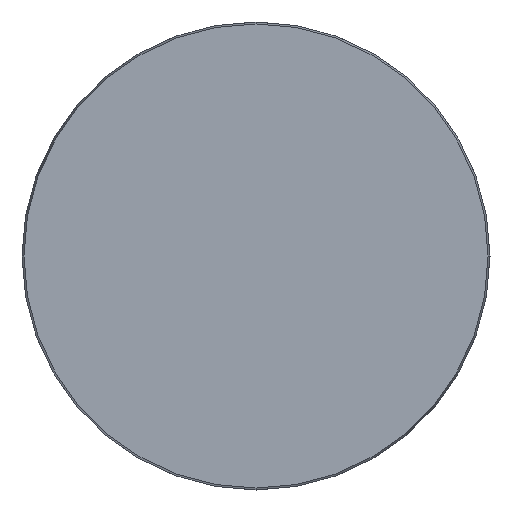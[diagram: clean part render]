
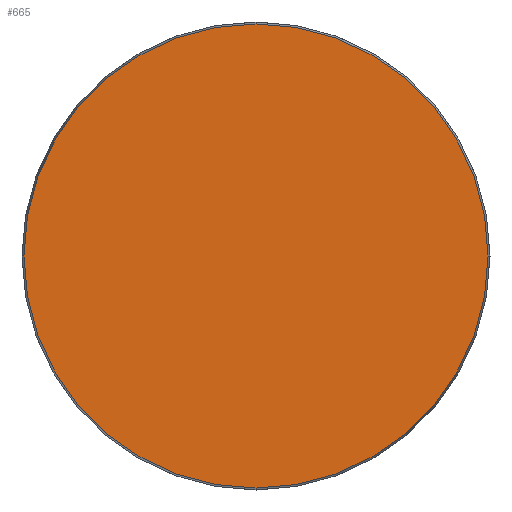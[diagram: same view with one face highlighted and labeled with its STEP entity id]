
A CAD part, front view. The second image highlights one B-rep face of the part: STEP entity #665.
In plain terms, the highlighted planar face has unit normal (0, -1, 0).
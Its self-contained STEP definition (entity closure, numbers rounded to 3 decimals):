
#62 = EDGE_CURVE ( 'NONE', #721, #721, #633, .T. ) ;
#64 = CARTESIAN_POINT ( 'NONE',  ( -68.425, 0., 0. ) ) ;
#93 = CARTESIAN_POINT ( 'NONE',  ( 0., 0., -68.425 ) ) ;
#118 = DIRECTION ( 'NONE',  ( 0., 0., -1. ) ) ;
#129 = FACE_OUTER_BOUND ( 'NONE', #717, .T. ) ;
#185 = ORIENTED_EDGE ( 'NONE', *, *, #62, .T. ) ;
#205 = AXIS2_PLACEMENT_3D ( 'NONE', #64, #365, #587 ) ;
#317 = PLANE ( 'NONE',  #205 ) ;
#320 = AXIS2_PLACEMENT_3D ( 'NONE', #641, #535, #118 ) ;
#365 = DIRECTION ( 'NONE',  ( 0., 1., 0. ) ) ;
#535 = DIRECTION ( 'NONE',  ( 0., -1., 0. ) ) ;
#587 = DIRECTION ( 'NONE',  ( 0., 0., 1. ) ) ;
#633 = CIRCLE ( 'NONE', #320, 68.425 ) ;
#641 = CARTESIAN_POINT ( 'NONE',  ( 0., 0., 0. ) ) ;
#665 = ADVANCED_FACE ( 'NONE', ( #129 ), #317, .F. ) ;
#717 = EDGE_LOOP ( 'NONE', ( #185 ) ) ;
#721 = VERTEX_POINT ( 'NONE', #93 ) ;
